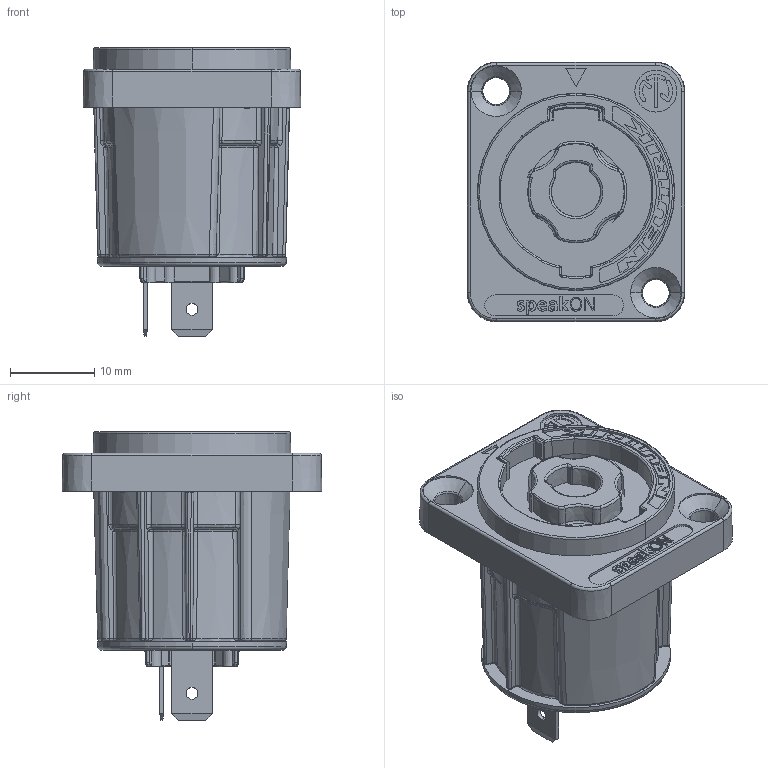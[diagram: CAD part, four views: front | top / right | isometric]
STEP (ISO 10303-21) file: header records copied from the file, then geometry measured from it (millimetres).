
FILE_DESCRIPTION((''),'2;1');
FILE_NAME('NL2MPXX','2020-02-12T10:18:10',('phk'),(''),'CREO PARAMETRIC BY PTC INC, 2019080','CREO PARAMETRIC BY PTC INC, 2019080','');
FILE_SCHEMA(('CONFIG_CONTROL_DESIGN'));
Products named in the file (1): NL2MPXX
Bounding box: 25.9 x 30.9 x 34.3 mm (x, y, z)
Volume: 10499.1 mm3; surface area: 5800.2 mm2
Topology: 1 solids, 6 shells, 1056 faces, 2590 edges, 1586 vertices
Faces by surface type: plane 316, bspline 201, cylinder 167, extrusion 156, cone 89, torus 85, sphere 42
Entity records: 45616 total; most frequent: CARTESIAN_POINT 22780, ORIENTED_EDGE 5170, DIRECTION 3962, EDGE_CURVE 2590, VERTEX_POINT 1586, AXIS2_PLACEMENT_3D 1380, VECTOR 1202, EDGE_LOOP 1114
